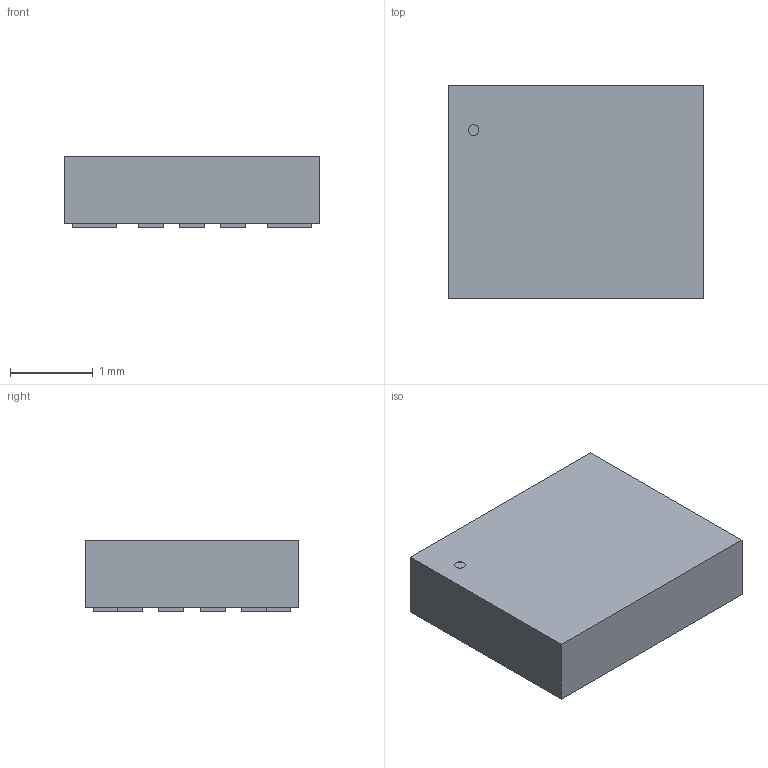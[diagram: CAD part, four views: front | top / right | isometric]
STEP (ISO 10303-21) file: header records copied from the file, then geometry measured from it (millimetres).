
FILE_DESCRIPTION(('STEP AP214'),'1');
FILE_NAME('LGA14-L_2P59X3P1X0P5_STM','2024-02-16T01:26:42',(''),(''),'','','');
FILE_SCHEMA(('AUTOMOTIVE_DESIGN'));
Length unit declared in the file: millimetre
Products named in the file (1): product
Bounding box: 3.1 x 2.59 x 0.87 mm (x, y, z)
Volume: 6.6 mm3; surface area: 31.1 mm2
Topology: 16 solids, 16 shells, 93 faces, 183 edges, 122 vertices
Faces by surface type: plane 92, cylinder 1
Full cylindrical faces by diameter (mm): 0.13 x1
Entity records: 2389 total; most frequent: DIRECTION 374, ORIENTED_EDGE 364, CARTESIAN_POINT 219, EDGE_CURVE 182, LINE 180, VECTOR 180, VERTEX_POINT 122, AXIS2_PLACEMENT_3D 97
